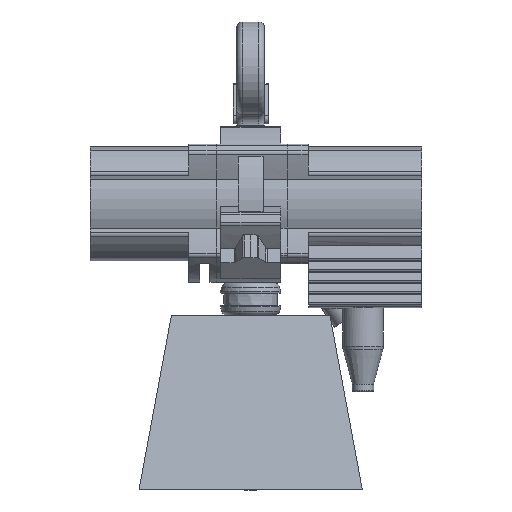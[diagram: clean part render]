
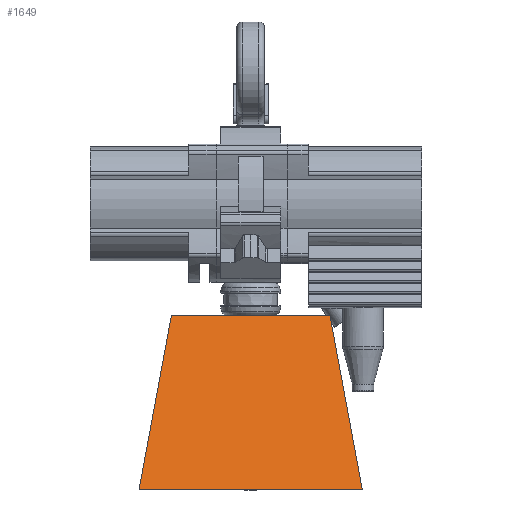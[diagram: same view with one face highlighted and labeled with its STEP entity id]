
A CAD part, left-side view. The second image highlights one B-rep face of the part: STEP entity #1649.
In plain terms, the highlighted planar face has unit normal (-0.961, 0, 0.277).
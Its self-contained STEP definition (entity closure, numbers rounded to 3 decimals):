
#1649=ADVANCED_FACE('',(#3170),#3171,.F.);
#3170=FACE_OUTER_BOUND('',#9149,.T.);
#3171=PLANE('',#9150);
#9149=EDGE_LOOP('',(#13289,#13290,#13291,#13292));
#9150=AXIS2_PLACEMENT_3D('',#13293,#13294,#13295);
#13289=ORIENTED_EDGE('',*,*,#14148,.F.);
#13290=ORIENTED_EDGE('',*,*,#13603,.F.);
#13291=ORIENTED_EDGE('',*,*,#14875,.T.);
#13292=ORIENTED_EDGE('',*,*,#13859,.T.);
#13293=CARTESIAN_POINT('',(-230.,-115.,0.));
#13294=DIRECTION('',(0.961,0.,-0.277));
#13295=DIRECTION('',(0.,-1.,0.));
#13603=EDGE_CURVE('',#15507,#15509,#15510,.T.);
#13859=EDGE_CURVE('',#15936,#15934,#15937,.T.);
#14148=EDGE_CURVE('',#15509,#15934,#16390,.T.);
#14875=EDGE_CURVE('',#15507,#15936,#17348,.T.);
#15507=VERTEX_POINT('',#18607);
#15509=VERTEX_POINT('',#18610);
#15510=LINE('',#18611,#18612);
#15934=VERTEX_POINT('',#19331);
#15936=VERTEX_POINT('',#19334);
#15937=LINE('',#19335,#19336);
#16390=LINE('',#20120,#20121);
#17348=LINE('',#21998,#21999);
#18607=CARTESIAN_POINT('',(-230.,-115.,0.));
#18610=CARTESIAN_POINT('',(-303.,-161.982,-253.));
#18611=CARTESIAN_POINT('',(-230.,-115.,0.));
#18612=VECTOR('',#22637,1.);
#19331=CARTESIAN_POINT('',(-303.,161.982,-253.));
#19334=CARTESIAN_POINT('',(-230.,115.,0.));
#19335=CARTESIAN_POINT('',(-218.974,107.904,38.212));
#19336=VECTOR('',#23042,1.);
#20120=CARTESIAN_POINT('',(-303.,-115.,-253.));
#20121=VECTOR('',#23498,1.);
#21998=CARTESIAN_POINT('',(-230.,-115.,0.));
#21999=VECTOR('',#24482,1.);
#22637=DIRECTION('',(-0.273,-0.176,-0.946));
#23042=DIRECTION('',(-0.273,0.176,-0.946));
#23498=DIRECTION('',(0.,1.,0.));
#24482=DIRECTION('',(0.,1.,0.));
